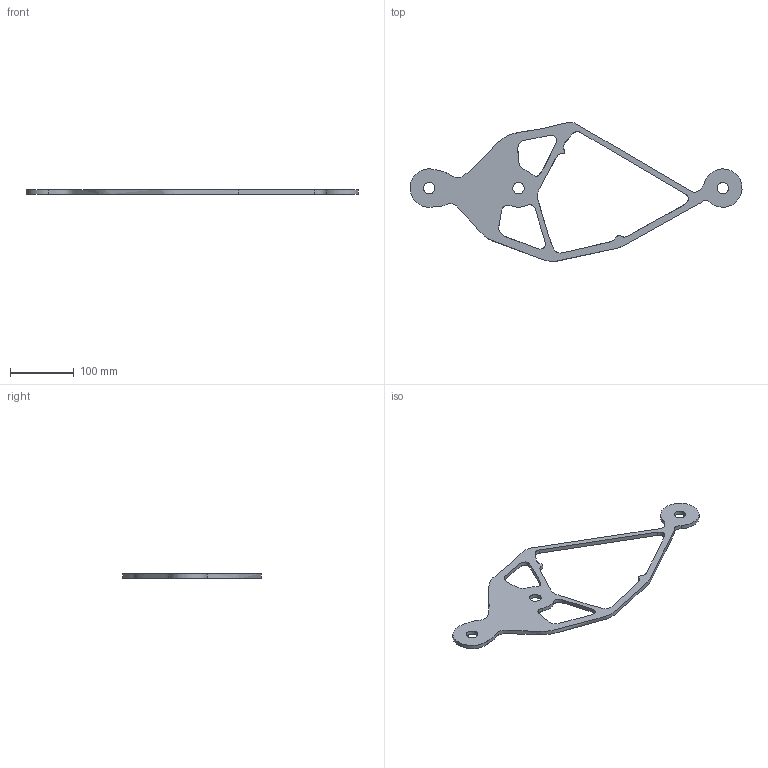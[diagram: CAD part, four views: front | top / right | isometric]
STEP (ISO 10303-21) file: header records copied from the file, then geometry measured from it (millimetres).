
FILE_DESCRIPTION(/* description */ (''),/* implementation_level */ '2;1');
FILE_NAME(/* name */ 'gen des full blank 2 v2.step',/* time_stamp */ '2024-02-14T10:10:13Z',/* author */ (''),/* organization */ (''),/* preprocessor_version */ 'ST-DEVELOPER v19.2',/* originating_system */ 'Autodesk Translation Framework v12.6.0.85',/* authorisation */ '');
FILE_SCHEMA (('AUTOMOTIVE_DESIGN { 1 0 10303 214 3 1 1 }'));
Length unit declared in the file: millimetre
Products named in the file (1): gen des full blank 2
Bounding box: 519.91 x 217.33 x 6.3 mm (x, y, z)
Volume: 166706.2 mm3; surface area: 69106.8 mm2
Topology: 1 solids, 1 shells, 19 faces, 51 edges, 34 vertices
Faces by surface type: bspline 7, cylinder 7, plane 5
Full cylindrical faces by diameter (mm): 18 x3
Entity records: 1386 total; most frequent: CARTESIAN_POINT 884, ORIENTED_EDGE 102, DIRECTION 77, EDGE_CURVE 51, VERTEX_POINT 34, EDGE_LOOP 31, AXIS2_PLACEMENT_3D 27, LINE 23
